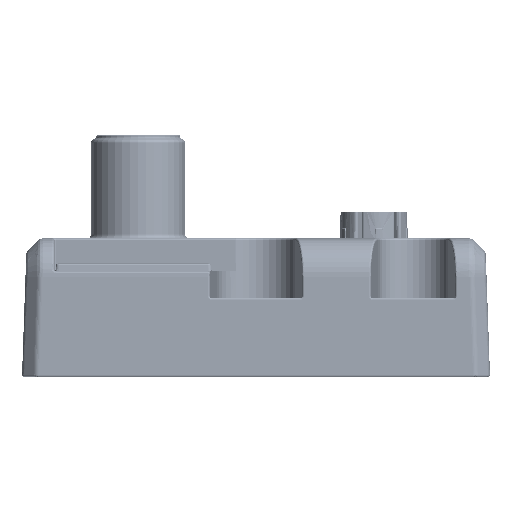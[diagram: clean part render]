
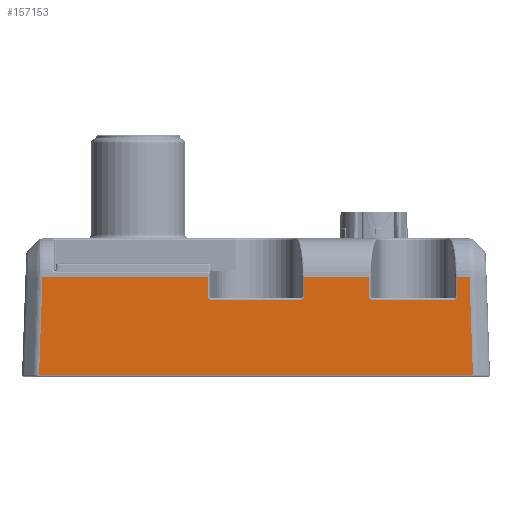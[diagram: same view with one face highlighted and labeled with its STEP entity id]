
A CAD part, front view. The second image highlights one B-rep face of the part: STEP entity #157153.
In plain terms, the highlighted planar face has unit normal (0, -1, 0.018).
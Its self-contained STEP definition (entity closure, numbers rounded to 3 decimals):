
#49877=DIRECTION('',(1.,0.,0.));
#49878=VECTOR('',#49877,11.263);
#49879=CARTESIAN_POINT('',(-5.632,-169.83,
-7.846));
#49880=LINE('',#49879,#49878);
#49896=DIRECTION('',(-0.003,0.017,1.));
#49897=VECTOR('',#49896,2.433);
#49898=CARTESIAN_POINT('',(6.138,-169.821,
-7.346));
#49899=LINE('',#49898,#49897);
#50174=DIRECTION('',(-0.003,-0.017,-1.));
#50175=VECTOR('',#50174,2.433);
#50176=CARTESIAN_POINT('',(-6.13,-169.779,
-4.913));
#50177=LINE('',#50176,#50175);
#50188=DIRECTION('',(1.,0.,0.));
#50189=VECTOR('',#50188,21.052);
#50190=CARTESIAN_POINT('',(-27.182,-169.779,
-4.913));
#50191=LINE('',#50190,#50189);
#50217=DIRECTION('',(-0.035,-0.017,-0.999));
#50218=VECTOR('',#50217,12.493);
#50219=CARTESIAN_POINT('',(-27.182,-169.779,
-4.913));
#50220=LINE('',#50219,#50218);
#50221=CARTESIAN_POINT('',(-5.632,-169.83,
-7.846));
#50222=CARTESIAN_POINT('',(-5.712,-169.83,
-7.841));
#50223=CARTESIAN_POINT('',(-5.854,-169.829,
-7.812));
#50224=CARTESIAN_POINT('',(-6.014,-169.827,
-7.691));
#50225=CARTESIAN_POINT('',(-6.112,-169.824,
-7.537));
#50226=CARTESIAN_POINT('',(-6.136,-169.822,
-7.413));
#50227=CARTESIAN_POINT('',(-6.138,-169.821,
-7.346));
#50229=CARTESIAN_POINT('',(6.138,-169.821,
-7.346));
#50230=CARTESIAN_POINT('',(6.133,-169.822,
-7.425));
#50231=CARTESIAN_POINT('',(6.104,-169.825,-7.566));
#50232=CARTESIAN_POINT('',(5.981,-169.828,
-7.724));
#50233=CARTESIAN_POINT('',(5.825,-169.829,
-7.82));
#50234=CARTESIAN_POINT('',(5.7,-169.83,
-7.844));
#50235=CARTESIAN_POINT('',(5.632,-169.83,
-7.846));
#50237=DIRECTION('',(-0.035,0.017,0.999));
#50238=VECTOR('',#50237,12.493);
#50239=CARTESIAN_POINT('',(27.618,-169.996,
-17.397));
#50240=LINE('',#50239,#50238);
#50420=CARTESIAN_POINT('',(-27.182,-169.779,
-4.913));
#50632=DIRECTION('',(-1.,0.,0.));
#50633=VECTOR('',#50632,55.236);
#50634=CARTESIAN_POINT('',(27.618,-169.996,
-17.397));
#50635=LINE('',#50634,#50633);
#50820=DIRECTION('',(1.,0.,0.));
#50821=VECTOR('',#50820,1.56);
#50822=CARTESIAN_POINT('',(25.623,-169.779,
-4.913));
#50823=LINE('',#50822,#50821);
#50880=CARTESIAN_POINT('',(25.124,-169.83,
-7.846));
#50881=CARTESIAN_POINT('',(25.188,-169.83,
-7.846));
#50882=CARTESIAN_POINT('',(25.309,-169.829,
-7.821));
#50883=CARTESIAN_POINT('',(25.485,-169.827,
-7.708));
#50884=CARTESIAN_POINT('',(25.604,-169.824,
-7.534));
#50885=CARTESIAN_POINT('',(25.629,-169.822,
-7.411));
#50886=CARTESIAN_POINT('',(25.63,-169.821,
-7.346));
#50898=DIRECTION('',(-0.003,0.017,1.));
#50899=VECTOR('',#50898,2.433);
#50900=CARTESIAN_POINT('',(25.63,-169.821,
-7.346));
#50901=LINE('',#50900,#50899);
#50902=DIRECTION('',(1.,0.,0.));
#50903=VECTOR('',#50902,10.248);
#50904=CARTESIAN_POINT('',(14.876,-169.83,
-7.846));
#50905=LINE('',#50904,#50903);
#50915=CARTESIAN_POINT('',(14.37,-169.821,
-7.346));
#50916=CARTESIAN_POINT('',(14.37,-169.822,
-7.408));
#50917=CARTESIAN_POINT('',(14.394,-169.824,
-7.527));
#50918=CARTESIAN_POINT('',(14.506,-169.827,
-7.698));
#50919=CARTESIAN_POINT('',(14.681,-169.829,
-7.818));
#50920=CARTESIAN_POINT('',(14.808,-169.83,
-7.844));
#50921=CARTESIAN_POINT('',(14.876,-169.83,
-7.846));
#51071=DIRECTION('',(-0.003,-0.017,-1.));
#51072=VECTOR('',#51071,2.433);
#51073=CARTESIAN_POINT('',(14.377,-169.779,
-4.913));
#51074=LINE('',#51073,#51072);
#51108=DIRECTION('',(1.,0.,0.));
#51109=VECTOR('',#51108,8.247);
#51110=CARTESIAN_POINT('',(6.13,-169.779,
-4.913));
#51111=LINE('',#51110,#51109);
#57144=CARTESIAN_POINT('',(6.13,-169.779,
-4.913));
#57145=CARTESIAN_POINT('',(14.377,-169.779,
-4.913));
#57146=VERTEX_POINT('',#57144);
#57147=VERTEX_POINT('',#57145);
#57291=VERTEX_POINT('',#50420);
#57487=CARTESIAN_POINT('',(-27.618,-169.996,
-17.397));
#57488=VERTEX_POINT('',#57487);
#57489=CARTESIAN_POINT('',(27.618,-169.996,
-17.397));
#57490=VERTEX_POINT('',#57489);
#57491=CARTESIAN_POINT('',(27.182,-169.779,-4.913));
#57492=VERTEX_POINT('',#57491);
#57493=CARTESIAN_POINT('',(25.623,-169.779,
-4.913));
#57494=VERTEX_POINT('',#57493);
#57495=CARTESIAN_POINT('',(25.63,-169.821,
-7.346));
#57496=VERTEX_POINT('',#57495);
#57497=VERTEX_POINT('',#50880);
#57498=CARTESIAN_POINT('',(14.876,-169.83,
-7.846));
#57499=VERTEX_POINT('',#57498);
#57500=VERTEX_POINT('',#50915);
#57501=CARTESIAN_POINT('',(6.138,-169.821,
-7.346));
#57502=VERTEX_POINT('',#57501);
#57503=VERTEX_POINT('',#50235);
#57504=CARTESIAN_POINT('',(-5.632,-169.83,
-7.846));
#57505=VERTEX_POINT('',#57504);
#57506=VERTEX_POINT('',#50227);
#57507=CARTESIAN_POINT('',(-6.13,-169.779,
-4.913));
#57508=VERTEX_POINT('',#57507);
#157120=CARTESIAN_POINT('',(0.,-170.,-17.6));
#157121=DIRECTION('',(0.,-1.,0.017));
#157122=DIRECTION('',(-1.,0.,0.));
#157123=AXIS2_PLACEMENT_3D('',#157120,#157121,#157122);
#157124=PLANE('',#157123);
#157126=ORIENTED_EDGE('',*,*,#157125,.F.);
#157127=ORIENTED_EDGE('',*,*,#157101,.T.);
#157128=ORIENTED_EDGE('',*,*,#157050,.T.);
#157129=ORIENTED_EDGE('',*,*,#156495,.F.);
#157130=ORIENTED_EDGE('',*,*,#156520,.T.);
#157131=ORIENTED_EDGE('',*,*,#156539,.F.);
#157132=ORIENTED_EDGE('',*,*,#156565,.T.);
#157134=ORIENTED_EDGE('',*,*,#157133,.T.);
#157136=ORIENTED_EDGE('',*,*,#157135,.T.);
#157138=ORIENTED_EDGE('',*,*,#157137,.T.);
#157140=ORIENTED_EDGE('',*,*,#157139,.T.);
#157142=ORIENTED_EDGE('',*,*,#157141,.T.);
#157144=ORIENTED_EDGE('',*,*,#157143,.T.);
#157146=ORIENTED_EDGE('',*,*,#157145,.T.);
#157148=ORIENTED_EDGE('',*,*,#157147,.F.);
#157150=ORIENTED_EDGE('',*,*,#157149,.T.);
#157151=EDGE_LOOP('',(#157126,#157127,#157128,#157129,#157130,#157131,#157132,
#157134,#157136,#157138,#157140,#157142,#157144,#157146,#157148,#157150));
#157152=FACE_OUTER_BOUND('',#157151,.F.);
#157153=ADVANCED_FACE('',(#157152),#157124,.T.);
#50228=B_SPLINE_CURVE_WITH_KNOTS('',3,(#50221,#50222,#50223,#50224,#50225,
#50226,#50227),.UNSPECIFIED.,.F.,.F.,(4,1,1,1,4),(0.,0.25,0.5,0.75,
1.),.UNSPECIFIED.);
#50236=B_SPLINE_CURVE_WITH_KNOTS('',3,(#50229,#50230,#50231,#50232,#50233,
#50234,#50235),.UNSPECIFIED.,.F.,.F.,(4,1,1,1,4),(0.,0.25,0.5,0.75,
1.),.UNSPECIFIED.);
#50887=B_SPLINE_CURVE_WITH_KNOTS('',3,(#50880,#50881,#50882,#50883,#50884,
#50885,#50886),.UNSPECIFIED.,.F.,.F.,(4,1,1,1,4),(0.,0.25,0.5,0.75,
1.),.UNSPECIFIED.);
#50922=B_SPLINE_CURVE_WITH_KNOTS('',3,(#50915,#50916,#50917,#50918,#50919,
#50920,#50921),.UNSPECIFIED.,.F.,.F.,(4,1,1,1,4),(0.,0.25,0.5,0.75,
1.),.UNSPECIFIED.);
#156495=EDGE_CURVE('',#57505,#57506,#50228,.T.);
#156520=EDGE_CURVE('',#57505,#57503,#49880,.T.);
#156539=EDGE_CURVE('',#57502,#57503,#50236,.T.);
#156565=EDGE_CURVE('',#57502,#57146,#49899,.T.);
#157050=EDGE_CURVE('',#57508,#57506,#50177,.T.);
#157101=EDGE_CURVE('',#57291,#57508,#50191,.T.);
#157125=EDGE_CURVE('',#57291,#57488,#50220,.T.);
#157133=EDGE_CURVE('',#57146,#57147,#51111,.T.);
#157135=EDGE_CURVE('',#57147,#57500,#51074,.T.);
#157137=EDGE_CURVE('',#57500,#57499,#50922,.T.);
#157139=EDGE_CURVE('',#57499,#57497,#50905,.T.);
#157141=EDGE_CURVE('',#57497,#57496,#50887,.T.);
#157143=EDGE_CURVE('',#57496,#57494,#50901,.T.);
#157145=EDGE_CURVE('',#57494,#57492,#50823,.T.);
#157147=EDGE_CURVE('',#57490,#57492,#50240,.T.);
#157149=EDGE_CURVE('',#57490,#57488,#50635,.T.);
